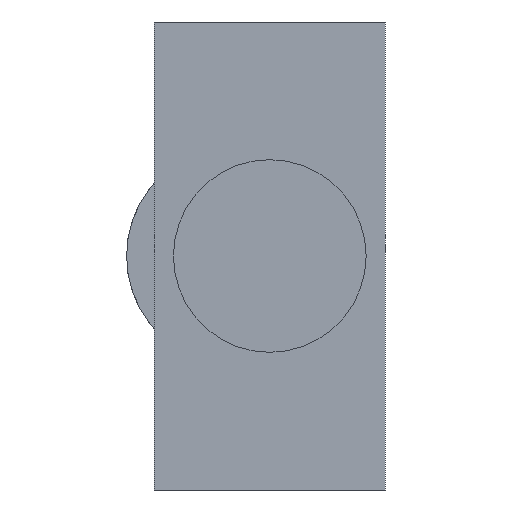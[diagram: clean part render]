
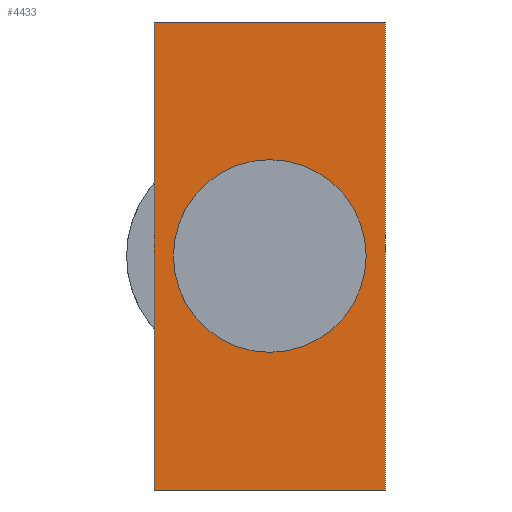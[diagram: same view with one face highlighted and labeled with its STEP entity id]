
A CAD part, left-side view. The second image highlights one B-rep face of the part: STEP entity #4433.
In plain terms, the highlighted planar face has unit normal (-1, 0, 0).
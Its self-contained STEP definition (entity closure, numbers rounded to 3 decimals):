
#281=DIRECTION('',(0.,-1.,0.));
#282=VECTOR('',#281,8.4);
#283=CARTESIAN_POINT('',(0.,8.4,0.));
#284=LINE('',#283,#282);
#811=DIRECTION('',(0.,0.,1.));
#812=VECTOR('',#811,17.);
#813=CARTESIAN_POINT('',(0.,8.4,-17.));
#814=LINE('',#813,#812);
#855=DIRECTION('',(0.,-1.,0.));
#856=VECTOR('',#855,8.4);
#857=CARTESIAN_POINT('',(0.,8.4,-17.));
#858=LINE('',#857,#856);
#859=DIRECTION('',(0.,0.,1.));
#860=VECTOR('',#859,17.);
#861=CARTESIAN_POINT('',(0.,0.,-17.));
#862=LINE('',#861,#860);
#863=CARTESIAN_POINT('',(0.,4.2,-8.5));
#864=DIRECTION('',(-1.,0.,0.));
#865=DIRECTION('',(0.,0.,1.));
#866=AXIS2_PLACEMENT_3D('',#863,#864,#865);
#868=CARTESIAN_POINT('',(0.,4.2,-8.5));
#869=DIRECTION('',(-1.,0.,0.));
#870=DIRECTION('',(0.,0.,-1.));
#871=AXIS2_PLACEMENT_3D('',#868,#869,#870);
#2809=CARTESIAN_POINT('',(0.,0.,-17.));
#2810=VERTEX_POINT('',#2809);
#2811=CARTESIAN_POINT('',(0.,8.4,-17.));
#2812=VERTEX_POINT('',#2811);
#2831=CARTESIAN_POINT('',(0.,0.,0.));
#2832=VERTEX_POINT('',#2831);
#2833=CARTESIAN_POINT('',(0.,8.4,0.));
#2834=VERTEX_POINT('',#2833);
#3675=CARTESIAN_POINT('',(0.,4.2,-5.));
#3676=CARTESIAN_POINT('',(0.,4.2,-12.));
#3677=VERTEX_POINT('',#3675);
#3678=VERTEX_POINT('',#3676);
#4415=CARTESIAN_POINT('',(0.,4.2,-8.5));
#4416=DIRECTION('',(1.,0.,0.));
#4417=DIRECTION('',(0.,-1.,0.));
#4418=AXIS2_PLACEMENT_3D('',#4415,#4416,#4417);
#4419=PLANE('',#4418);
#4420=ORIENTED_EDGE('',*,*,#4325,.F.);
#4421=ORIENTED_EDGE('',*,*,#4386,.T.);
#4422=ORIENTED_EDGE('',*,*,#3962,.T.);
#4424=ORIENTED_EDGE('',*,*,#4423,.F.);
#4425=EDGE_LOOP('',(#4420,#4421,#4422,#4424));
#4426=FACE_OUTER_BOUND('',#4425,.F.);
#4428=ORIENTED_EDGE('',*,*,#4427,.T.);
#4430=ORIENTED_EDGE('',*,*,#4429,.T.);
#4431=EDGE_LOOP('',(#4428,#4430));
#4432=FACE_BOUND('',#4431,.F.);
#4433=ADVANCED_FACE('',(#4426,#4432),#4419,.F.);
#867=CIRCLE('',#866,3.5);
#872=CIRCLE('',#871,3.5);
#3962=EDGE_CURVE('',#2834,#2832,#284,.T.);
#4325=EDGE_CURVE('',#2812,#2810,#858,.T.);
#4386=EDGE_CURVE('',#2812,#2834,#814,.T.);
#4423=EDGE_CURVE('',#2810,#2832,#862,.T.);
#4427=EDGE_CURVE('',#3677,#3678,#867,.T.);
#4429=EDGE_CURVE('',#3678,#3677,#872,.T.);
